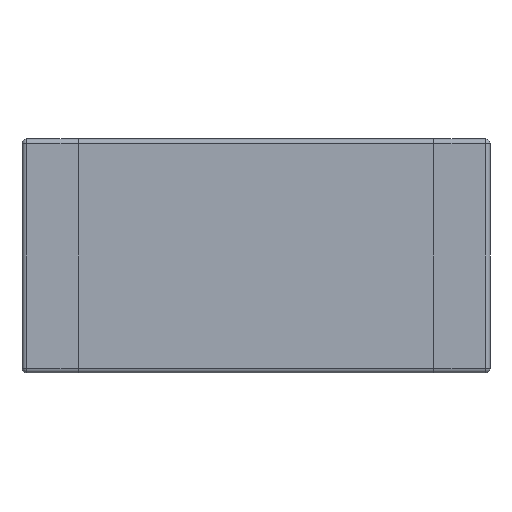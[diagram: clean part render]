
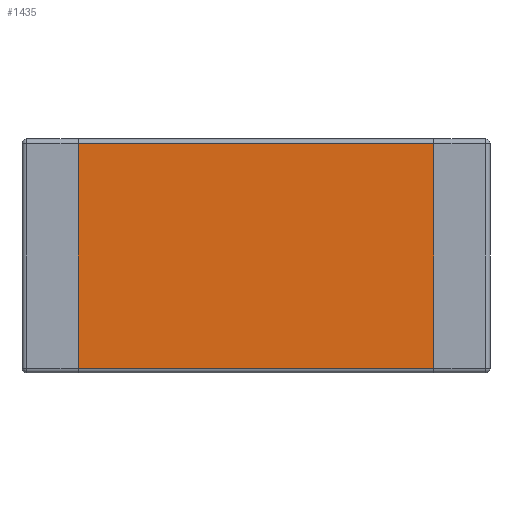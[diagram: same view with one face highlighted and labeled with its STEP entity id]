
A CAD part, front view. The second image highlights one B-rep face of the part: STEP entity #1435.
In plain terms, the highlighted planar face has unit normal (0, -1, 0).
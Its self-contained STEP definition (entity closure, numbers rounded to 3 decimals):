
#306 = DIRECTION ( 'NONE',  ( 0., 0., 1. ) ) ;
#307 = VECTOR ( 'NONE', #306, 1000. ) ;
#308 = CARTESIAN_POINT ( 'NONE',  ( -1.9, 0., -1.25 ) ) ;
#309 = LINE ( 'NONE', #308, #307 ) ;
#337 = CARTESIAN_POINT ( 'NONE',  ( -1.9, 0., -1.2 ) ) ;
#370 = CARTESIAN_POINT ( 'NONE',  ( 1.9, 0., -1.2 ) ) ;
#371 = DIRECTION ( 'NONE',  ( 0., 0., -1. ) ) ;
#372 = VECTOR ( 'NONE', #371, 1000. ) ;
#373 = CARTESIAN_POINT ( 'NONE',  ( 1.9, 0., -1.25 ) ) ;
#374 = LINE ( 'NONE', #373, #372 ) ;
#631 = CARTESIAN_POINT ( 'NONE',  ( 1.9, 0., 1.2 ) ) ;
#654 = CARTESIAN_POINT ( 'NONE',  ( -1.9, 0., 1.2 ) ) ;
#963 = DIRECTION ( 'NONE',  ( -1., 0., 0. ) ) ;
#964 = VECTOR ( 'NONE', #963, 1000. ) ;
#965 = CARTESIAN_POINT ( 'NONE',  ( -2.5, 0., 1.2 ) ) ;
#966 = LINE ( 'NONE', #965, #964 ) ;
#1015 = FACE_OUTER_BOUND ( 'NONE', #1436, .T. ) ;
#1049 = DIRECTION ( 'NONE',  ( 1., 0., 0. ) ) ;
#1050 = VECTOR ( 'NONE', #1049, 1000. ) ;
#1051 = CARTESIAN_POINT ( 'NONE',  ( 2.5, 0., -1.2 ) ) ;
#1052 = LINE ( 'NONE', #1051, #1050 ) ;
#1053 = DIRECTION ( 'NONE',  ( 0., 0., -1. ) ) ;
#1054 = DIRECTION ( 'NONE',  ( 0., -1., 0. ) ) ;
#1055 = CARTESIAN_POINT ( 'NONE',  ( 2.5, 0., -1.25 ) ) ;
#1056 = AXIS2_PLACEMENT_3D ( 'NONE', #1055, #1054, #1053 ) ;
#1057 = PLANE ( 'NONE',  #1056 ) ;
#1201 = ORIENTED_EDGE ( 'NONE', *, *, #1416, .T. ) ;
#1206 = ORIENTED_EDGE ( 'NONE', *, *, #1241, .F. ) ;
#1228 = EDGE_CURVE ( 'NONE', #1233, #1319, #309, .T. ) ;
#1233 = VERTEX_POINT ( 'NONE', #337 ) ;
#1241 = EDGE_CURVE ( 'NONE', #1306, #1242, #374, .T. ) ;
#1242 = VERTEX_POINT ( 'NONE', #370 ) ;
#1306 = VERTEX_POINT ( 'NONE', #631 ) ;
#1319 = VERTEX_POINT ( 'NONE', #654 ) ;
#1416 = EDGE_CURVE ( 'NONE', #1306, #1319, #966, .T. ) ;
#1435 = ADVANCED_FACE ( 'NONE', ( #1015 ), #1057, .T. ) ;
#1436 = EDGE_LOOP ( 'NONE', ( #1437, #1438, #1206, #1201 ) ) ;
#1437 = ORIENTED_EDGE ( 'NONE', *, *, #1228, .F. ) ;
#1438 = ORIENTED_EDGE ( 'NONE', *, *, #1439, .T. ) ;
#1439 = EDGE_CURVE ( 'NONE', #1233, #1242, #1052, .T. ) ;
